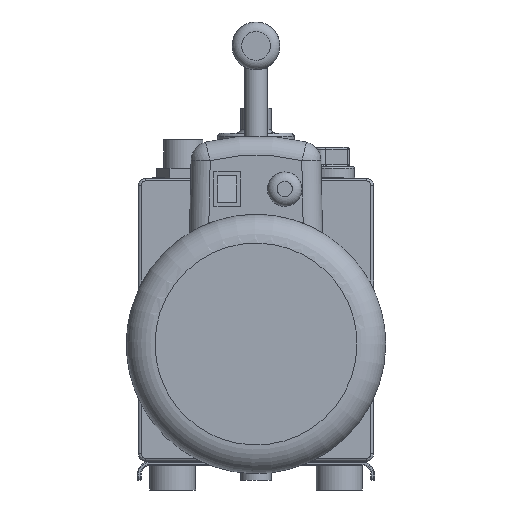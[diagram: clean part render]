
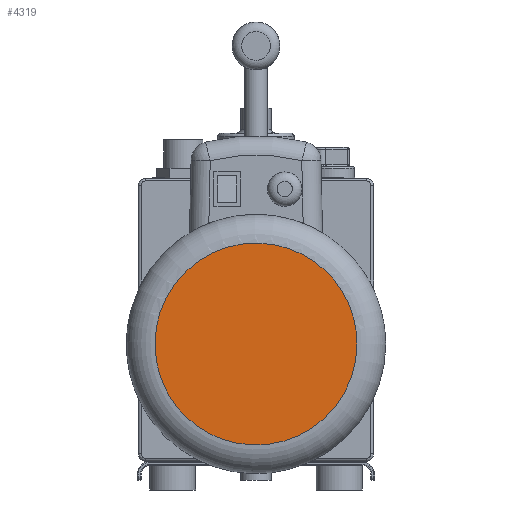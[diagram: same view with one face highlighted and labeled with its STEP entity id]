
A CAD part, front view. The second image highlights one B-rep face of the part: STEP entity #4319.
In plain terms, the highlighted planar face has unit normal (0, -1, 0).
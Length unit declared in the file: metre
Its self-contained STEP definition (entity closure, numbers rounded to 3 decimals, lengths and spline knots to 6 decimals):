
#4319=ADVANCED_FACE('',(#4326),#4320,.F.);
#4320=PLANE('',#4321);
#4321=AXIS2_PLACEMENT_3D('',#4322,#4323,#4324);
#4322=CARTESIAN_POINT('',(0.0,-0.195,0.089));
#4323=DIRECTION('',(0.0,1.0,0.0));
#4324=DIRECTION('',(0.0,0.0,-1.0));
#4325=CARTESIAN_POINT('',(0.05275,-0.195,0.07625));
#4326=FACE_OUTER_BOUND('',#4327,.T.);
#4327=EDGE_LOOP('',(#4328));
#4328=ORIENTED_EDGE('',*,*,#4329,.T.);
#4329=EDGE_CURVE('',#4330,#4330,#4332,.F.);
#4330=VERTEX_POINT('',#4331);
#4331=CARTESIAN_POINT('',(0.05275,-0.195,0.07625));
#4332=(B_SPLINE_CURVE(3,(#4325,#4333,#4334,#4335,#4336,#4337,#4338),
  .UNSPECIFIED.,.T.,.U.)B_SPLINE_CURVE_WITH_KNOTS((4,3,4),(0.0,0.5,1.0),
  .UNSPECIFIED.)BOUNDED_CURVE()CURVE()GEOMETRIC_REPRESENTATION_ITEM()RATIONAL_B_SPLINE_CURVE(
  (1.0,0.333,0.333,1.0,0.333,
  0.333,1.0))REPRESENTATION_ITEM(''));
#4333=CARTESIAN_POINT('',(0.05275,-0.195,-0.02925));
#4334=CARTESIAN_POINT('',(-0.05275,-0.195,-0.02925));
#4335=CARTESIAN_POINT('',(-0.05275,-0.195,0.07625));
#4336=CARTESIAN_POINT('',(-0.05275,-0.195,0.18175));
#4337=CARTESIAN_POINT('',(0.05275,-0.195,0.18175));
#4338=CARTESIAN_POINT('',(0.05275,-0.195,0.07625));
